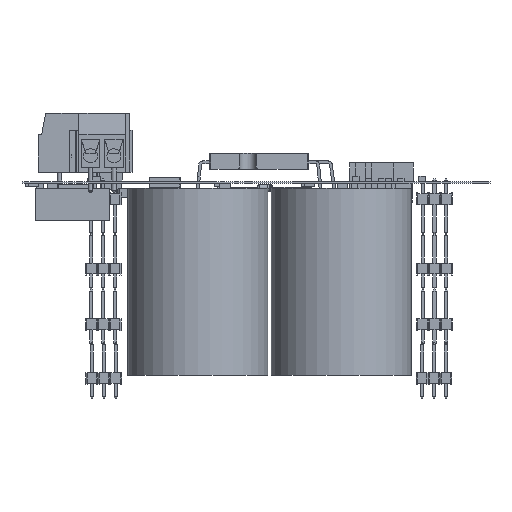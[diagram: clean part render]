
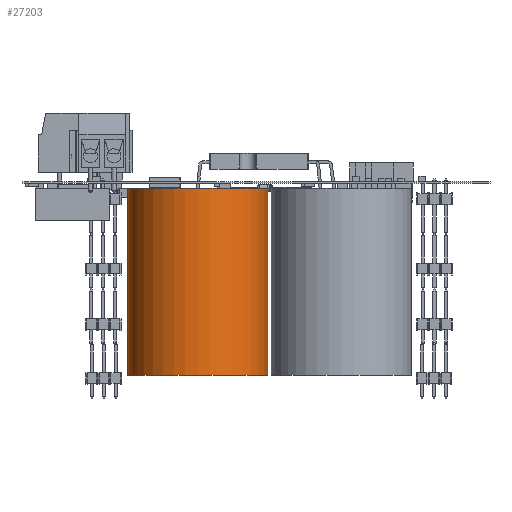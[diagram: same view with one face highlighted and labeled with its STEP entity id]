
A CAD part, front view. The second image highlights one B-rep face of the part: STEP entity #27203.
In plain terms, the highlighted cylindrical face has radius 15 mm (diameter 30 mm), a full revolution.
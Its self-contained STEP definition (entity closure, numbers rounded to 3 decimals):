
#27203 = ADVANCED_FACE('',(#27204),#27231,.T.);
#27204 = FACE_BOUND('',#27205,.T.);
#27205 = EDGE_LOOP('',(#27206,#27215,#27223,#27230));
#27206 = ORIENTED_EDGE('',*,*,#27207,.T.);
#27207 = EDGE_CURVE('',#27208,#27208,#27210,.T.);
#27208 = VERTEX_POINT('',#27209);
#27209 = CARTESIAN_POINT('',(15.,0.,0.));
#27210 = CIRCLE('',#27211,15.);
#27211 = AXIS2_PLACEMENT_3D('',#27212,#27213,#27214);
#27212 = CARTESIAN_POINT('',(0.,0.,0.));
#27213 = DIRECTION('',(0.,0.,1.));
#27214 = DIRECTION('',(1.,0.,0.));
#27215 = ORIENTED_EDGE('',*,*,#27216,.T.);
#27216 = EDGE_CURVE('',#27208,#27217,#27219,.T.);
#27217 = VERTEX_POINT('',#27218);
#27218 = CARTESIAN_POINT('',(15.,0.,40.));
#27219 = LINE('',#27220,#27221);
#27220 = CARTESIAN_POINT('',(15.,0.,0.));
#27221 = VECTOR('',#27222,1.);
#27222 = DIRECTION('',(0.,0.,1.));
#27223 = ORIENTED_EDGE('',*,*,#27224,.F.);
#27224 = EDGE_CURVE('',#27217,#27217,#27225,.T.);
#27225 = CIRCLE('',#27226,15.);
#27226 = AXIS2_PLACEMENT_3D('',#27227,#27228,#27229);
#27227 = CARTESIAN_POINT('',(0.,0.,40.));
#27228 = DIRECTION('',(0.,0.,1.));
#27229 = DIRECTION('',(1.,0.,0.));
#27230 = ORIENTED_EDGE('',*,*,#27216,.F.);
#27231 = CYLINDRICAL_SURFACE('',#27232,15.);
#27232 = AXIS2_PLACEMENT_3D('',#27233,#27234,#27235);
#27233 = CARTESIAN_POINT('',(0.,0.,0.));
#27234 = DIRECTION('',(0.,0.,-1.));
#27235 = DIRECTION('',(1.,0.,0.));
